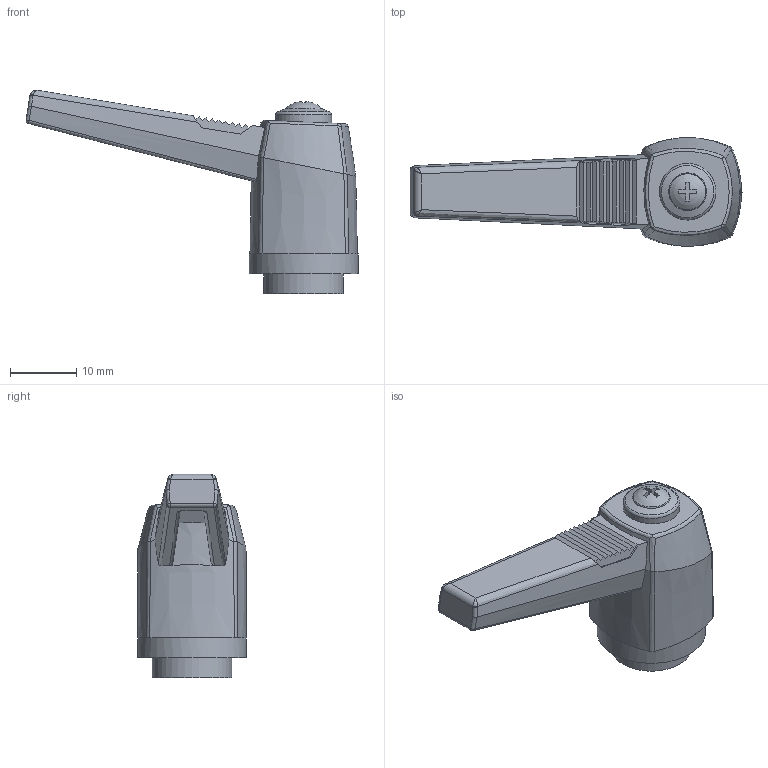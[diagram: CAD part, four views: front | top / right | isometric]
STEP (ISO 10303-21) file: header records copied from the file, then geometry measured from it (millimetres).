
FILE_DESCRIPTION( ( 'Unknown' ), '1' );
FILE_NAME( '6355010_KRB042.stp', 'Unknown', ( 'Unknown' ), ( 'Unknown' ), 'PSStep 11.0', 'Unknown', ' ' );
FILE_SCHEMA( ( 'AUTOMOTIVE_DESIGN { 1 0 10303 214 1 1 1 1 }' ) );
Length unit declared in the file: millimetre
Products named in the file (1): 1840010
Bounding box: 50.09 x 16.4 x 30.71 mm (x, y, z)
Volume: 6396.1 mm3; surface area: 4187 mm2
Topology: 1 solids, 3 shells, 230 faces, 734 edges, 481 vertices
Faces by surface type: plane 119, cylinder 59, bspline 44, sphere 4, cone 2, torus 2
Full cylindrical faces by diameter (mm): 2.9 x1, 3.294 x1, 4.134 x2, 5.6 x1, 5.7 x1, 6 x2, 6.998 x1, 7.7 x1, 8.5 x1, 8.55 x1, 11 x1, 11.5 x1, 12 x1, 16.4 x1
Entity records: 12906 total; most frequent: CARTESIAN_POINT 4960, ORIENTED_EDGE 1394, DIRECTION 1121, EDGE_CURVE 697, VERTEX_POINT 469, AXIS2_PLACEMENT_3D 380, LINE 361, VECTOR 361
